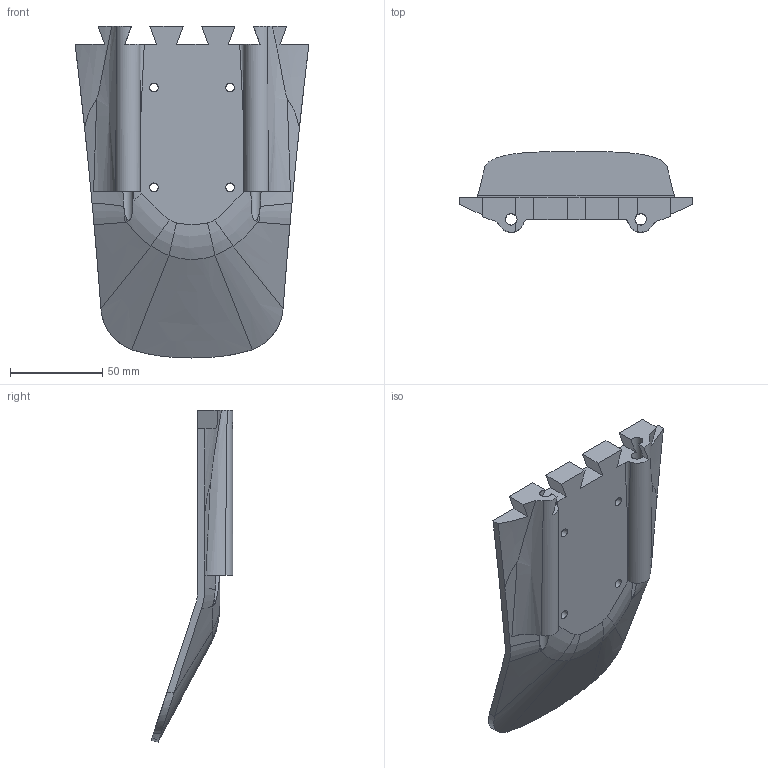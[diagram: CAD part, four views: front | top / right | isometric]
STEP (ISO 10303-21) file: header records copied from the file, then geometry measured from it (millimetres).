
FILE_DESCRIPTION(/* description */ (''),/* implementation_level */ '2;1');
FILE_NAME(/* name */ 'tail.stp',/* time_stamp */ '2024-06-23T15:02:42-07:00',/* author */ ('devan'),/* organization */ (''),/* preprocessor_version */ 'ST-DEVELOPER v20',/* originating_system */ 'Autodesk Inventor 2024',/* authorisation */ '');
FILE_SCHEMA (('AUTOMOTIVE_DESIGN { 1 0 10303 214 3 1 1 }'));
Length unit declared in the file: millimetre
Products named in the file (1): Part1
Bounding box: 126.45 x 43.96 x 179.57 mm (x, y, z)
Volume: 196676.6 mm3; surface area: 48539.9 mm2
Topology: 1 solids, 1 shells, 70 faces, 206 edges, 132 vertices
Faces by surface type: plane 25, bspline 24, cylinder 15, cone 4, sphere 2
Full cylindrical faces by diameter (mm): 4.763 x4, 6.25 x2
Entity records: 3550 total; most frequent: CARTESIAN_POINT 1787, ORIENTED_EDGE 408, DIRECTION 291, EDGE_CURVE 204, VERTEX_POINT 132, AXIS2_PLACEMENT_3D 110, EDGE_LOOP 78, LINE 71
